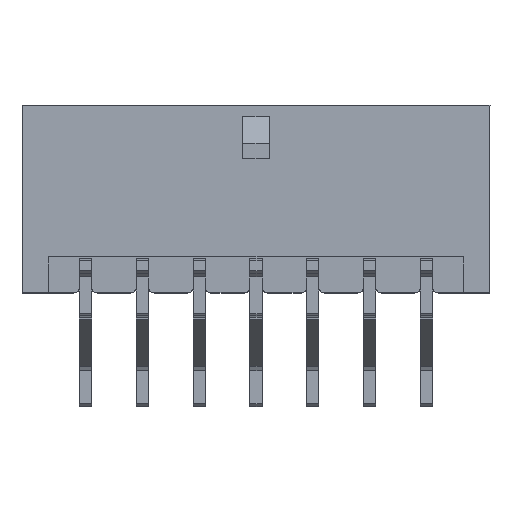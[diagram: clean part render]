
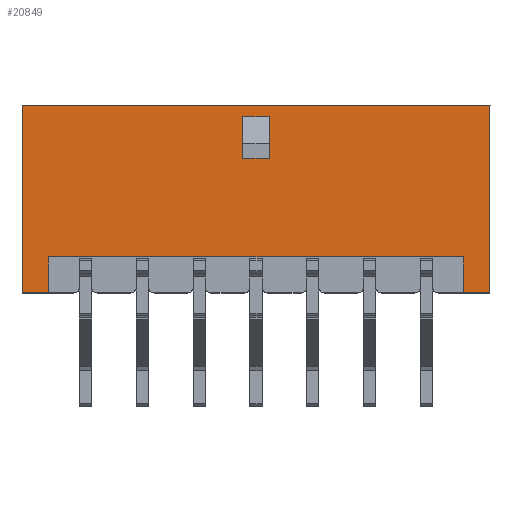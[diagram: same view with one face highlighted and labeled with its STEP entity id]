
A CAD part, top view. The second image highlights one B-rep face of the part: STEP entity #20849.
In plain terms, the highlighted face is planar.
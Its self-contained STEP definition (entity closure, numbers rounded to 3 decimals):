
#1451=ORIENTED_EDGE('',*,*,#5228,.F.);
#1452=ORIENTED_EDGE('',*,*,#5630,.F.);
#1453=ORIENTED_EDGE('',*,*,#5631,.T.);
#1454=ORIENTED_EDGE('',*,*,#5632,.T.);
#1455=ORIENTED_EDGE('',*,*,#5633,.F.);
#1456=ORIENTED_EDGE('',*,*,#5634,.F.);
#1457=ORIENTED_EDGE('',*,*,#5223,.F.);
#1458=ORIENTED_EDGE('',*,*,#5226,.F.);
#1459=ORIENTED_EDGE('',*,*,#5177,.T.);
#1460=ORIENTED_EDGE('',*,*,#5184,.T.);
#1461=ORIENTED_EDGE('',*,*,#5173,.F.);
#1462=ORIENTED_EDGE('',*,*,#5182,.F.);
#5173=EDGE_CURVE('',#7371,#7372,#8810,.T.);
#5177=EDGE_CURVE('',#7375,#7376,#8814,.T.);
#5182=EDGE_CURVE('',#7375,#7371,#8819,.T.);
#5184=EDGE_CURVE('',#7376,#7372,#8821,.T.);
#5223=EDGE_CURVE('',#7409,#7410,#8846,.T.);
#5226=EDGE_CURVE('',#7411,#7409,#8849,.T.);
#5228=EDGE_CURVE('',#7412,#7411,#8851,.T.);
#5630=EDGE_CURVE('',#7685,#7412,#9235,.T.);
#5631=EDGE_CURVE('',#7685,#7686,#9236,.T.);
#5632=EDGE_CURVE('',#7686,#7687,#9237,.T.);
#5633=EDGE_CURVE('',#7688,#7687,#9238,.T.);
#5634=EDGE_CURVE('',#7410,#7688,#9239,.T.);
#7371=VERTEX_POINT('',#27514);
#7372=VERTEX_POINT('',#27515);
#7375=VERTEX_POINT('',#27523);
#7376=VERTEX_POINT('',#27524);
#7409=VERTEX_POINT('',#27608);
#7410=VERTEX_POINT('',#27609);
#7411=VERTEX_POINT('',#27614);
#7412=VERTEX_POINT('',#27618);
#7685=VERTEX_POINT('',#28401);
#7686=VERTEX_POINT('',#28403);
#7687=VERTEX_POINT('',#28405);
#7688=VERTEX_POINT('',#28407);
#8810=LINE('',#27513,#10859);
#8814=LINE('',#27522,#10863);
#8819=LINE('',#27532,#10868);
#8821=LINE('',#27536,#10870);
#8846=LINE('',#27607,#10895);
#8849=LINE('',#27613,#10898);
#8851=LINE('',#27617,#10900);
#9235=LINE('',#28400,#11284);
#9236=LINE('',#28402,#11285);
#9237=LINE('',#28404,#11286);
#9238=LINE('',#28406,#11287);
#9239=LINE('',#28408,#11288);
#10859=VECTOR('',#23114,1000.);
#10863=VECTOR('',#23120,1000.);
#10868=VECTOR('',#23127,1000.);
#10870=VECTOR('',#23133,1000.);
#10895=VECTOR('',#23190,1000.);
#10898=VECTOR('',#23195,1000.);
#10900=VECTOR('',#23199,1000.);
#11284=VECTOR('',#23835,1000.);
#11285=VECTOR('',#23836,1000.);
#11286=VECTOR('',#23837,1000.);
#11287=VECTOR('',#23838,1000.);
#11288=VECTOR('',#23839,1000.);
#12649=EDGE_LOOP('',(#1451,#1452,#1453,#1454,#1455,#1456,#1457,#1458));
#12650=EDGE_LOOP('',(#1459,#1460,#1461,#1462));
#13506=FACE_BOUND('',#12649,.T.);
#13507=FACE_BOUND('',#12650,.T.);
#14349=PLANE('',#21714);
#20849=ADVANCED_FACE('',(#13506,#13507),#14349,.T.);
#21714=AXIS2_PLACEMENT_3D('',#28399,#23833,#23834);
#23114=DIRECTION('',(0.,0.,1.));
#23120=DIRECTION('',(0.,0.,1.));
#23127=DIRECTION('',(0.,-1.,0.));
#23133=DIRECTION('',(0.,-1.,0.));
#23190=DIRECTION('',(0.,0.,-1.));
#23195=DIRECTION('',(0.,1.,0.));
#23199=DIRECTION('',(0.,0.,1.));
#23833=DIRECTION('',(-1.,0.,0.));
#23834=DIRECTION('',(0.,0.,1.));
#23835=DIRECTION('',(0.,1.,0.));
#23836=DIRECTION('',(0.,0.,1.));
#23837=DIRECTION('',(0.,1.,0.));
#23838=DIRECTION('',(0.,0.,1.));
#23839=DIRECTION('',(0.,1.,0.));
#27513=CARTESIAN_POINT('',(-3.43,-0.7,2.15));
#27514=CARTESIAN_POINT('',(-3.43,-0.7,2.15));
#27515=CARTESIAN_POINT('',(-3.43,-0.7,4.35));
#27522=CARTESIAN_POINT('',(-3.43,0.7,2.15));
#27523=CARTESIAN_POINT('',(-3.43,0.7,2.15));
#27524=CARTESIAN_POINT('',(-3.43,0.7,4.35));
#27532=CARTESIAN_POINT('',(-3.43,0.7,2.15));
#27536=CARTESIAN_POINT('',(-3.43,0.7,4.35));
#27607=CARTESIAN_POINT('',(-3.43,10.94,-3.05));
#27608=CARTESIAN_POINT('',(-3.43,10.94,-3.05));
#27609=CARTESIAN_POINT('',(-3.43,10.94,-4.95));
#27613=CARTESIAN_POINT('',(-3.43,-10.94,-3.05));
#27614=CARTESIAN_POINT('',(-3.43,-10.94,-3.05));
#27617=CARTESIAN_POINT('',(-3.43,-10.94,-4.95));
#27618=CARTESIAN_POINT('',(-3.43,-10.94,-4.95));
#28399=CARTESIAN_POINT('',(-3.43,-12.35,-4.95));
#28400=CARTESIAN_POINT('',(-3.43,-12.35,-4.95));
#28401=CARTESIAN_POINT('',(-3.43,-12.35,-4.95));
#28402=CARTESIAN_POINT('',(-3.43,-12.35,-4.95));
#28403=CARTESIAN_POINT('',(-3.43,-12.35,4.95));
#28404=CARTESIAN_POINT('',(-3.43,-12.35,4.95));
#28405=CARTESIAN_POINT('',(-3.43,12.35,4.95));
#28406=CARTESIAN_POINT('',(-3.43,12.35,-4.95));
#28407=CARTESIAN_POINT('',(-3.43,12.35,-4.95));
#28408=CARTESIAN_POINT('',(-3.43,-12.35,-4.95));
